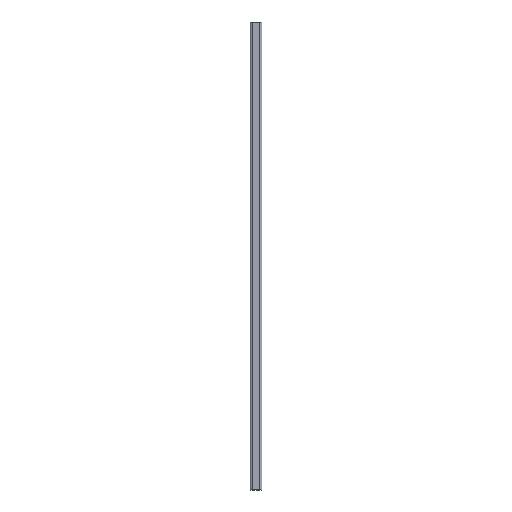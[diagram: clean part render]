
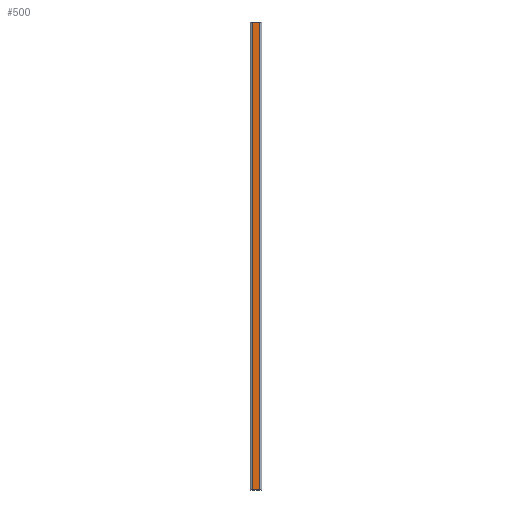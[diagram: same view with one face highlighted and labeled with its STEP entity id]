
A CAD part, top view. The second image highlights one B-rep face of the part: STEP entity #500.
In plain terms, the highlighted planar face has unit normal (0, 0, 1).
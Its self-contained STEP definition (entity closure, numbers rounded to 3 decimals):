
#500=ADVANCED_FACE('',(#1031),#1032,.T.);
#1031=FACE_OUTER_BOUND('',#1568,.T.);
#1032=PLANE('',#1569);
#1568=EDGE_LOOP('',(#3000,#3001,#3002,#3003));
#1569=AXIS2_PLACEMENT_3D('',#3004,#3005,#3006);
#3000=ORIENTED_EDGE('',*,*,#3562,.T.);
#3001=ORIENTED_EDGE('',*,*,#3684,.F.);
#3002=ORIENTED_EDGE('',*,*,#3443,.T.);
#3003=ORIENTED_EDGE('',*,*,#3682,.T.);
#3004=CARTESIAN_POINT('',(7.2,1835.0,38.));
#3005=DIRECTION('',(0.0,0.0,1.0));
#3006=DIRECTION('',(-1.0,0.0,0.0));
#3443=EDGE_CURVE('',#4213,#4211,#4214,.T.);
#3562=EDGE_CURVE('',#4406,#4404,#4407,.T.);
#3682=EDGE_CURVE('',#4211,#4406,#4541,.T.);
#3684=EDGE_CURVE('',#4213,#4404,#4543,.T.);
#4211=VERTEX_POINT('',#5269);
#4213=VERTEX_POINT('',#5272);
#4214=LINE('',#5273,#5274);
#4404=VERTEX_POINT('',#5553);
#4406=VERTEX_POINT('',#5556);
#4407=LINE('',#5557,#5558);
#4541=LINE('',#5721,#5722);
#4543=LINE('',#5724,#5725);
#5269=CARTESIAN_POINT('',(-14.4,1835.0,38.));
#5272=CARTESIAN_POINT('',(14.4,1835.0,38.));
#5273=CARTESIAN_POINT('',(14.4,1835.0,38.));
#5274=VECTOR('',#6084,1.0);
#5553=CARTESIAN_POINT('',(14.4,0.0,38.));
#5556=CARTESIAN_POINT('',(-14.4,0.0,38.));
#5557=CARTESIAN_POINT('',(0.0,0.0,38.));
#5558=VECTOR('',#6187,1.0);
#5721=CARTESIAN_POINT('',(-14.4,1835.0,38.));
#5722=VECTOR('',#6331,1.0);
#5724=CARTESIAN_POINT('',(14.4,1835.0,38.));
#5725=VECTOR('',#6332,1.0);
#6084=DIRECTION('',(-1.0,0.0,0.0));
#6187=DIRECTION('',(1.0,0.0,0.0));
#6331=DIRECTION('',(0.0,-1.0,0.0));
#6332=DIRECTION('',(0.0,-1.0,0.0));
